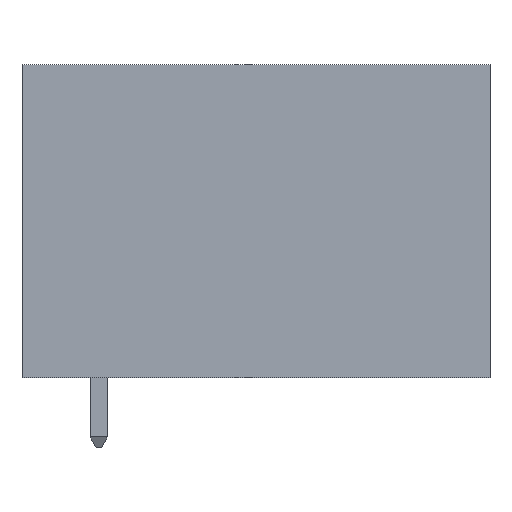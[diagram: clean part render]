
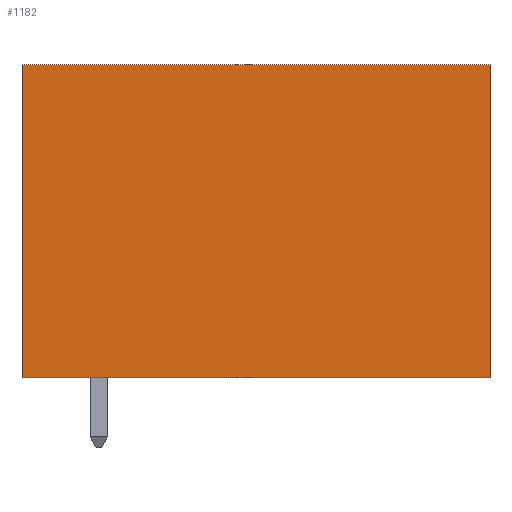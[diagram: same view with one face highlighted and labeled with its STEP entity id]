
A CAD part, left-side view. The second image highlights one B-rep face of the part: STEP entity #1182.
In plain terms, the highlighted planar face has unit normal (-1, 0, 0).
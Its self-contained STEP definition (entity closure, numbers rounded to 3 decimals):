
#1143 = CARTESIAN_POINT ( 'NONE',  ( -2.25, 2.2, 0. ) ) ;
#1144 = VERTEX_POINT ( 'NONE', #1143 ) ;
#1145 = CARTESIAN_POINT ( 'NONE',  ( -2.25, -11.2, 0. ) ) ;
#1146 = VERTEX_POINT ( 'NONE', #1145 ) ;
#1147 = CARTESIAN_POINT ( 'NONE',  ( -2.25, 2.2, 0. ) ) ;
#1148 = DIRECTION ( 'NONE',  ( 0., -1., 0. ) ) ;
#1149 = VECTOR ( 'NONE', #1148, 1000. ) ;
#1150 = LINE ( 'NONE', #1147, #1149 ) ;
#1151 = EDGE_CURVE ( 'NONE', #1144, #1146, #1150, .T. ) ;
#1152 = ORIENTED_EDGE ( 'NONE', *, *, #1151, .T. ) ;
#1153 = CARTESIAN_POINT ( 'NONE',  ( -2.25, -11.2, 8.96 ) ) ;
#1154 = VERTEX_POINT ( 'NONE', #1153 ) ;
#1155 = CARTESIAN_POINT ( 'NONE',  ( -2.25, -11.2, 8.96 ) ) ;
#1156 = DIRECTION ( 'NONE',  ( 0., 0., -1. ) ) ;
#1157 = VECTOR ( 'NONE', #1156, 1000. ) ;
#1158 = LINE ( 'NONE', #1155, #1157 ) ;
#1159 = EDGE_CURVE ( 'NONE', #1154, #1146, #1158, .T. ) ;
#1160 = ORIENTED_EDGE ( 'NONE', *, *, #1159, .F. ) ;
#1161 = CARTESIAN_POINT ( 'NONE',  ( -2.25, 2.2, 8.96 ) ) ;
#1162 = VERTEX_POINT ( 'NONE', #1161 ) ;
#1163 = CARTESIAN_POINT ( 'NONE',  ( -2.25, 2.2, 8.96 ) ) ;
#1164 = DIRECTION ( 'NONE',  ( 0., -1., 0. ) ) ;
#1165 = VECTOR ( 'NONE', #1164, 1000. ) ;
#1166 = LINE ( 'NONE', #1163, #1165 ) ;
#1167 = EDGE_CURVE ( 'NONE', #1162, #1154, #1166, .T. ) ;
#1168 = ORIENTED_EDGE ( 'NONE', *, *, #1167, .F. ) ;
#1169 = CARTESIAN_POINT ( 'NONE',  ( -2.25, 2.2, 8.96 ) ) ;
#1170 = DIRECTION ( 'NONE',  ( 0., 0., -1. ) ) ;
#1171 = VECTOR ( 'NONE', #1170, 1000. ) ;
#1172 = LINE ( 'NONE', #1169, #1171 ) ;
#1173 = EDGE_CURVE ( 'NONE', #1162, #1144, #1172, .T. ) ;
#1174 = ORIENTED_EDGE ( 'NONE', *, *, #1173, .T. ) ;
#1175 = EDGE_LOOP ( 'NONE', ( #1152, #1160, #1168, #1174 ) ) ;
#1176 = FACE_OUTER_BOUND ( 'NONE', #1175, .T. ) ;
#1177 = CARTESIAN_POINT ( 'NONE',  ( -2.25, 2.2, 8.96 ) ) ;
#1178 = DIRECTION ( 'NONE',  ( 1., 0., 0. ) ) ;
#1179 = DIRECTION ( 'NONE',  ( 0., 1., 0. ) ) ;
#1180 = AXIS2_PLACEMENT_3D ( 'NONE', #1177, #1178, #1179 ) ;
#1181 = PLANE ( 'NONE', #1180 ) ;
#1182 = ADVANCED_FACE ( 'NONE', ( #1176 ), #1181, .F. ) ;
